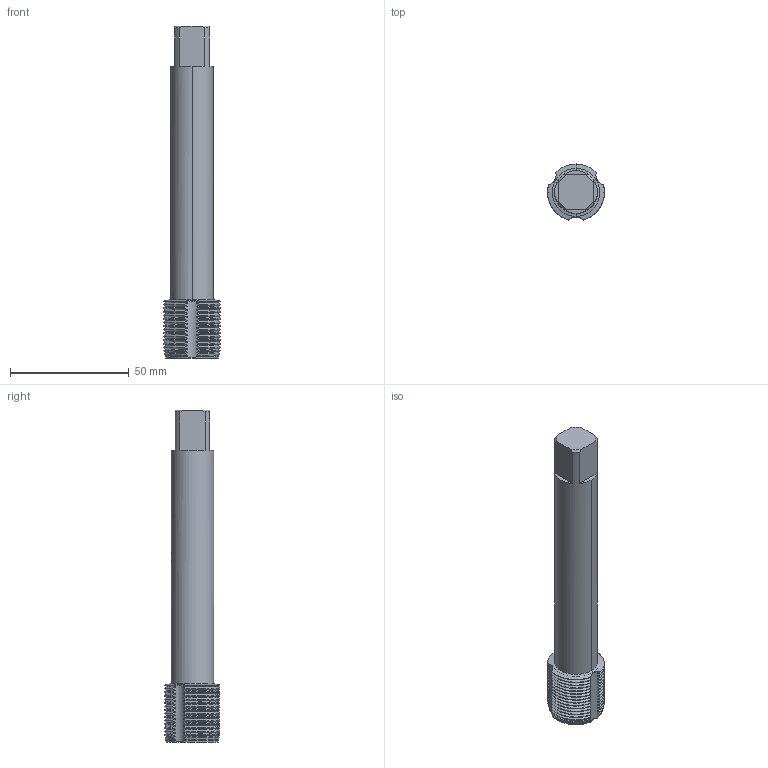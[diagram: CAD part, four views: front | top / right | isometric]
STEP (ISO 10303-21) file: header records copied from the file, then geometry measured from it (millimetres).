
FILE_DESCRIPTION(('no description'),'unknown implementation level');
FILE_NAME('solidwvURInP7MyfDL3yBmjfz0mtGpqs_1.STP',' ',('CIM GmbH Aachen'),('CADClick - KiM GmbH - www.kimweb.de'),'unknown preprocess','ACIS','unknown authorization');
FILE_SCHEMA(('automotive_design'));
Length unit declared in the file: millimetre
Products named in the file (2): 1; 2
Bounding box: 24 x 23.61 x 140 mm (x, y, z)
Volume: 38405.9 mm3; surface area: 13288.3 mm2
Topology: 2 solids, 2 shells, 358 faces, 991 edges, 637 vertices
Faces by surface type: cone 182, cylinder 156, plane 17, torus 3
Entity records: 24112 total; most frequent: CARTESIAN_POINT 4037, STYLED_ITEM 1988, PRESENTATION_STYLE_ASSIGNMENT 1988, COLOUR_RGB 1988, ORIENTED_EDGE 1982, DIRECTION 1880, EDGE_CURVE 991, CURVE_STYLE 991
